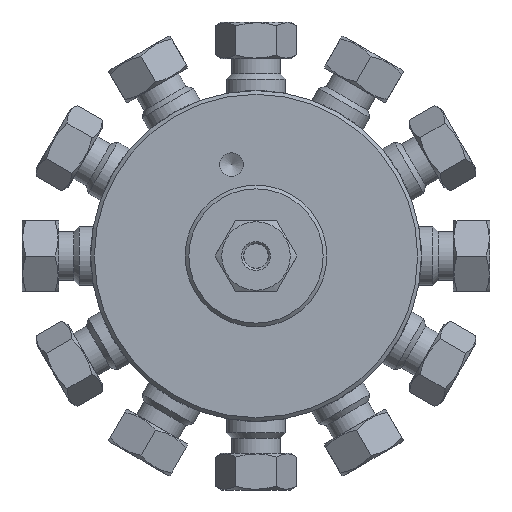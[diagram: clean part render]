
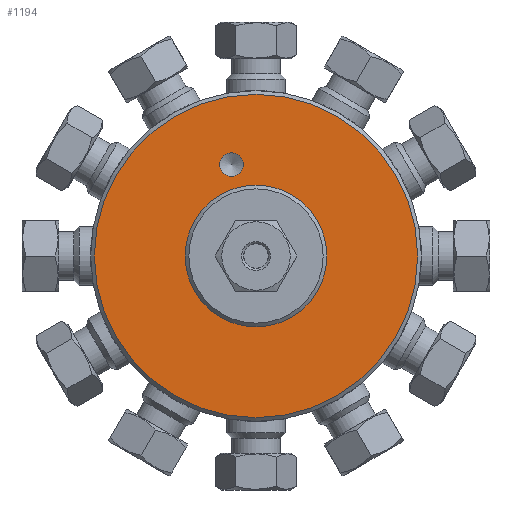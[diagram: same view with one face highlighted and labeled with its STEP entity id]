
A CAD part, left-side view. The second image highlights one B-rep face of the part: STEP entity #1194.
In plain terms, the highlighted planar face has unit normal (-1, 0, 0).
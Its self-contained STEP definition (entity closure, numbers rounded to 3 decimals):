
#1123=CARTESIAN_POINT('',(12.7,21.725,0.));
#1124=VERTEX_POINT('',#1123);
#1125=CARTESIAN_POINT('',(12.7,0.,0.0));
#1126=DIRECTION('',(1.0,0.0,0.0));
#1127=DIRECTION('',(0.0,-1.0,0.0));
#1128=AXIS2_PLACEMENT_3D('',#1125,#1126,#1127);
#1129=CIRCLE('',#1128,21.725);
#1130=EDGE_CURVE('',#1124,#1124,#1129,.T.);
#1151=CARTESIAN_POINT('',(12.7,3.287,13.855));
#1152=VERTEX_POINT('',#1151);
#1153=CARTESIAN_POINT('',(12.7,3.287,12.267));
#1154=DIRECTION('',(1.0,0.0,0.0));
#1155=DIRECTION('',(0.0,0.0,1.0));
#1156=AXIS2_PLACEMENT_3D('',#1153,#1154,#1155);
#1157=CIRCLE('',#1156,1.588);
#1158=EDGE_CURVE('',#1152,#1152,#1157,.T.);
#1172=CARTESIAN_POINT('',(12.7,15.875,0.0));
#1173=DIRECTION('',(-1.0,0.0,0.0));
#1174=DIRECTION('',(0.0,0.0,1.0));
#1175=AXIS2_PLACEMENT_3D('',#1172,#1173,#1174);
#1176=PLANE('',#1175);
#1177=ORIENTED_EDGE('',*,*,#1130,.F.);
#1178=EDGE_LOOP('',(#1177));
#1179=FACE_OUTER_BOUND('',#1178,.T.);
#1180=ORIENTED_EDGE('',*,*,#1158,.T.);
#1181=EDGE_LOOP('',(#1180));
#1182=FACE_BOUND('',#1181,.T.);
#1183=CARTESIAN_POINT('',(12.7,9.525,0.0));
#1184=VERTEX_POINT('',#1183);
#1185=CARTESIAN_POINT('',(12.7,0.,0.0));
#1186=DIRECTION('',(1.0,0.0,0.0));
#1187=DIRECTION('',(0.0,1.0,0.0));
#1188=AXIS2_PLACEMENT_3D('',#1185,#1186,#1187);
#1189=CIRCLE('',#1188,9.525);
#1190=EDGE_CURVE('',#1184,#1184,#1189,.T.);
#1191=ORIENTED_EDGE('',*,*,#1190,.T.);
#1192=EDGE_LOOP('',(#1191));
#1193=FACE_BOUND('',#1192,.T.);
#1194=ADVANCED_FACE('',(#1179,#1182,#1193),#1176,.T.);
